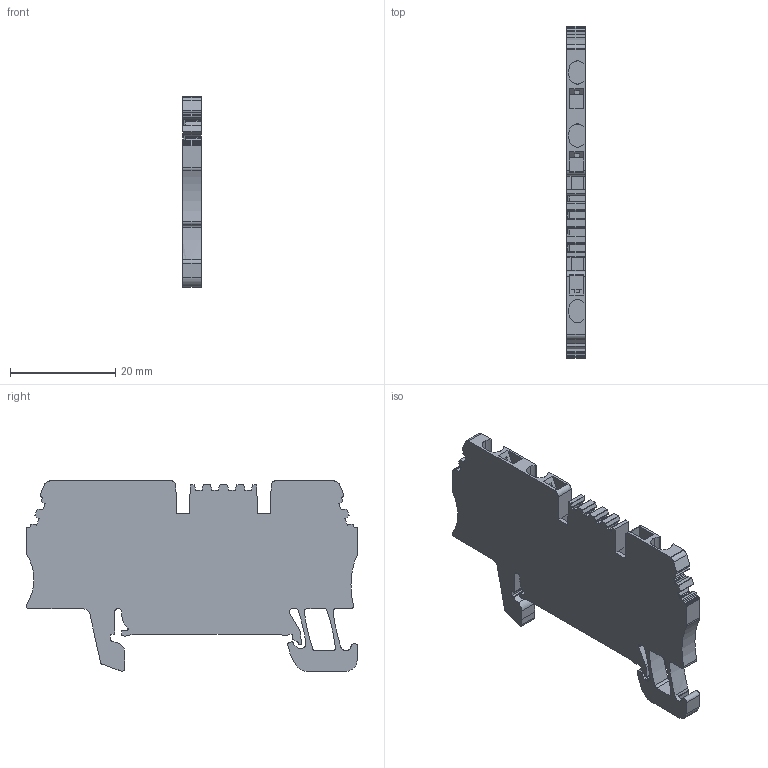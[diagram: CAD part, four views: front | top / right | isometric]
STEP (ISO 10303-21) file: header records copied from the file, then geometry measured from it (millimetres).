
FILE_DESCRIPTION(('CATIA V5R22 STEP214','CAx-IF Rec.Pracs.--- Model Styling and Organization---1.4--- 2014-01-23'),'2;1');
FILE_NAME ('D1455892_0', '2020-08-12T11:20:52+00:00', ('Weidmueller Interface'), ('Weidmueller'), 'CATIA Version 5-6 Release 2016 SP3 HF44', 'CATIA V5 STEP AP214', 'none');
FILE_SCHEMA(('AUTOMOTIVE_DESIGN { 1 0 10303 214 1 1 1 1 }'));
Length unit declared in the file: millimetre
Products named in the file (1): 1775540000
Bounding box: 3.5 x 63.14 x 36.25 mm (x, y, z)
Volume: 5218.2 mm3; surface area: 5196.8 mm2
Topology: 1 solids, 2 shells, 397 faces, 1174 edges, 785 vertices
Faces by surface type: plane 240, cylinder 157
Entity records: 12828 total; most frequent: CARTESIAN_POINT 2420, ORIENTED_EDGE 2348, DIRECTION 1843, EDGE_CURVE 1174, VECTOR 828, LINE 828, VERTEX_POINT 785, AXIS2_PLACEMENT_3D 668
